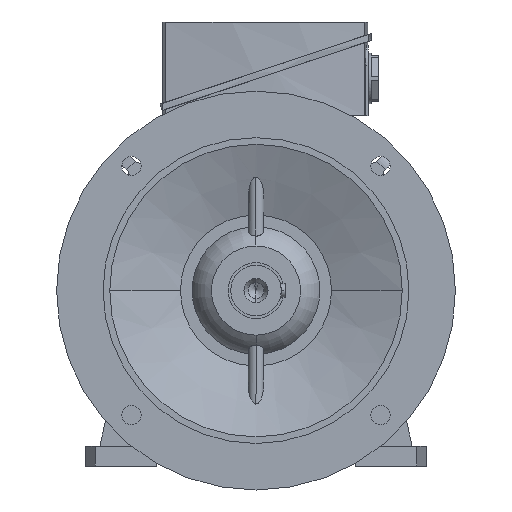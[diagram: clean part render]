
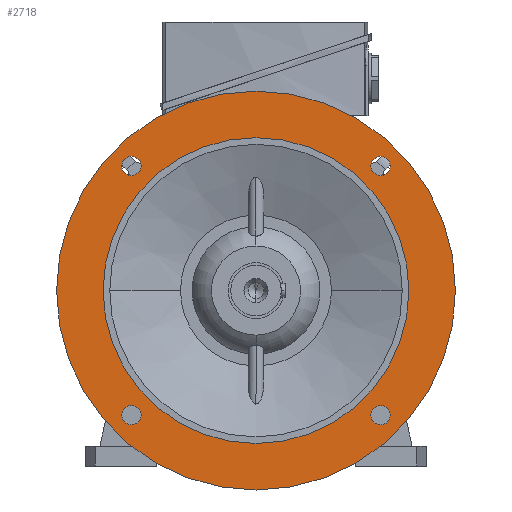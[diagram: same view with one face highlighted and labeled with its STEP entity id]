
A CAD part, left-side view. The second image highlights one B-rep face of the part: STEP entity #2718.
In plain terms, the highlighted planar face has unit normal (-1, 0, 0).
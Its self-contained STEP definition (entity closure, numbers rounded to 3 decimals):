
#2718=ADVANCED_FACE('',(#5477,#5478,#5479,#5480,#5481,#5482),#5483,.T.);
#5477=FACE_BOUND('',#8233,.T.);
#5478=FACE_BOUND('',#8234,.T.);
#5479=FACE_BOUND('',#8235,.T.);
#5480=FACE_BOUND('',#8236,.T.);
#5481=FACE_OUTER_BOUND('',#8237,.T.);
#5482=FACE_BOUND('',#8238,.T.);
#5483=PLANE('',#8239);
#8233=EDGE_LOOP('',(#16950,#16951));
#8234=EDGE_LOOP('',(#16952,#16953));
#8235=EDGE_LOOP('',(#16954,#16955));
#8236=EDGE_LOOP('',(#16956,#16957));
#8237=EDGE_LOOP('',(#16958,#16959));
#8238=EDGE_LOOP('',(#16960,#16961));
#8239=AXIS2_PLACEMENT_3D('',#16962,#16963,#16964);
#16950=ORIENTED_EDGE('',*,*,#20368,.T.);
#16951=ORIENTED_EDGE('',*,*,#17024,.T.);
#16952=ORIENTED_EDGE('',*,*,#20371,.T.);
#16953=ORIENTED_EDGE('',*,*,#17019,.T.);
#16954=ORIENTED_EDGE('',*,*,#20374,.T.);
#16955=ORIENTED_EDGE('',*,*,#17014,.T.);
#16956=ORIENTED_EDGE('',*,*,#20377,.T.);
#16957=ORIENTED_EDGE('',*,*,#17009,.T.);
#16958=ORIENTED_EDGE('',*,*,#16976,.F.);
#16959=ORIENTED_EDGE('',*,*,#20437,.F.);
#16960=ORIENTED_EDGE('',*,*,#16983,.T.);
#16961=ORIENTED_EDGE('',*,*,#20435,.T.);
#16962=CARTESIAN_POINT('',(-50.5,132.5,0.0));
#16963=DIRECTION('',(-1.0,0.0,0.0));
#16964=DIRECTION('',(0.0,-1.0,0.0));
#16976=EDGE_CURVE('',#20441,#20444,#20445,.T.);
#16983=EDGE_CURVE('',#20451,#20455,#20457,.T.);
#17009=EDGE_CURVE('',#20504,#20501,#20505,.T.);
#17014=EDGE_CURVE('',#20513,#20510,#20514,.T.);
#17019=EDGE_CURVE('',#20522,#20519,#20523,.T.);
#17024=EDGE_CURVE('',#20531,#20528,#20532,.T.);
#20368=EDGE_CURVE('',#20528,#20531,#25518,.T.);
#20371=EDGE_CURVE('',#20519,#20522,#25521,.T.);
#20374=EDGE_CURVE('',#20510,#20513,#25524,.T.);
#20377=EDGE_CURVE('',#20501,#20504,#25527,.T.);
#20435=EDGE_CURVE('',#20455,#20451,#25599,.T.);
#20437=EDGE_CURVE('',#20444,#20441,#25601,.T.);
#20441=VERTEX_POINT('',#25605);
#20444=VERTEX_POINT('',#25609);
#20445=CIRCLE('',#25610,150.0);
#20451=VERTEX_POINT('',#25617);
#20455=VERTEX_POINT('',#25622);
#20457=CIRCLE('',#25625,115.0);
#20501=VERTEX_POINT('',#25767);
#20504=VERTEX_POINT('',#25771);
#20505=CIRCLE('',#25772,7.25);
#20510=VERTEX_POINT('',#25778);
#20513=VERTEX_POINT('',#25782);
#20514=CIRCLE('',#25783,7.25);
#20519=VERTEX_POINT('',#25789);
#20522=VERTEX_POINT('',#25793);
#20523=CIRCLE('',#25794,7.25);
#20528=VERTEX_POINT('',#25800);
#20531=VERTEX_POINT('',#25804);
#20532=CIRCLE('',#25805,7.25);
#25518=CIRCLE('',#39753,7.25);
#25521=CIRCLE('',#39756,7.25);
#25524=CIRCLE('',#39759,7.25);
#25527=CIRCLE('',#39762,7.25);
#25599=CIRCLE('',#39908,115.0);
#25601=CIRCLE('',#39910,150.0);
#25605=CARTESIAN_POINT('',(-50.5,150.0,0.0));
#25609=CARTESIAN_POINT('',(-50.5,-150.0,0.));
#25610=AXIS2_PLACEMENT_3D('',#39914,#39915,#39916);
#25617=CARTESIAN_POINT('',(-50.5,115.0,0.0));
#25622=CARTESIAN_POINT('',(-50.5,-115.0,0.));
#25625=AXIS2_PLACEMENT_3D('',#39926,#39927,#39928);
#25767=CARTESIAN_POINT('',(-50.5,-98.818,98.818));
#25771=CARTESIAN_POINT('',(-50.5,-88.565,88.565));
#25772=AXIS2_PLACEMENT_3D('',#39971,#39972,#39973);
#25778=CARTESIAN_POINT('',(-50.5,98.818,98.818));
#25782=CARTESIAN_POINT('',(-50.5,88.565,88.565));
#25783=AXIS2_PLACEMENT_3D('',#39979,#39980,#39981);
#25789=CARTESIAN_POINT('',(-50.5,98.818,-98.818));
#25793=CARTESIAN_POINT('',(-50.5,88.565,-88.565));
#25794=AXIS2_PLACEMENT_3D('',#39987,#39988,#39989);
#25800=CARTESIAN_POINT('',(-50.5,-98.818,-98.818));
#25804=CARTESIAN_POINT('',(-50.5,-88.565,-88.565));
#25805=AXIS2_PLACEMENT_3D('',#39995,#39996,#39997);
#39753=AXIS2_PLACEMENT_3D('',#43100,#43101,#43102);
#39756=AXIS2_PLACEMENT_3D('',#43106,#43107,#43108);
#39759=AXIS2_PLACEMENT_3D('',#43112,#43113,#43114);
#39762=AXIS2_PLACEMENT_3D('',#43118,#43119,#43120);
#39908=AXIS2_PLACEMENT_3D('',#43165,#43166,#43167);
#39910=AXIS2_PLACEMENT_3D('',#43168,#43169,#43170);
#39914=CARTESIAN_POINT('',(-50.5,0.0,0.0));
#39915=DIRECTION('',(1.0,0.0,0.0));
#39916=DIRECTION('',(0.0,1.0,0.0));
#39926=CARTESIAN_POINT('',(-50.5,0.0,0.0));
#39927=DIRECTION('',(1.0,0.0,0.0));
#39928=DIRECTION('',(0.0,1.0,0.0));
#39971=CARTESIAN_POINT('',(-50.5,-93.692,93.692));
#39972=DIRECTION('',(1.0,0.0,-0.0));
#39973=DIRECTION('',(0.0,-0.707,0.707));
#39979=CARTESIAN_POINT('',(-50.5,93.692,93.692));
#39980=DIRECTION('',(1.0,0.0,-0.0));
#39981=DIRECTION('',(0.0,0.707,0.707));
#39987=CARTESIAN_POINT('',(-50.5,93.692,-93.692));
#39988=DIRECTION('',(1.0,-0.0,0.0));
#39989=DIRECTION('',(0.0,0.707,-0.707));
#39995=CARTESIAN_POINT('',(-50.5,-93.692,-93.692));
#39996=DIRECTION('',(1.0,0.0,0.0));
#39997=DIRECTION('',(0.0,-0.707,-0.707));
#43100=CARTESIAN_POINT('',(-50.5,-93.692,-93.692));
#43101=DIRECTION('',(1.0,0.0,0.0));
#43102=DIRECTION('',(0.0,-0.707,-0.707));
#43106=CARTESIAN_POINT('',(-50.5,93.692,-93.692));
#43107=DIRECTION('',(1.0,-0.0,0.0));
#43108=DIRECTION('',(0.0,0.707,-0.707));
#43112=CARTESIAN_POINT('',(-50.5,93.692,93.692));
#43113=DIRECTION('',(1.0,0.0,-0.0));
#43114=DIRECTION('',(0.0,0.707,0.707));
#43118=CARTESIAN_POINT('',(-50.5,-93.692,93.692));
#43119=DIRECTION('',(1.0,0.0,-0.0));
#43120=DIRECTION('',(0.0,-0.707,0.707));
#43165=CARTESIAN_POINT('',(-50.5,0.0,0.0));
#43166=DIRECTION('',(1.0,0.0,0.0));
#43167=DIRECTION('',(0.0,1.0,0.0));
#43168=CARTESIAN_POINT('',(-50.5,0.0,0.0));
#43169=DIRECTION('',(1.0,0.0,0.0));
#43170=DIRECTION('',(0.0,1.0,0.0));
